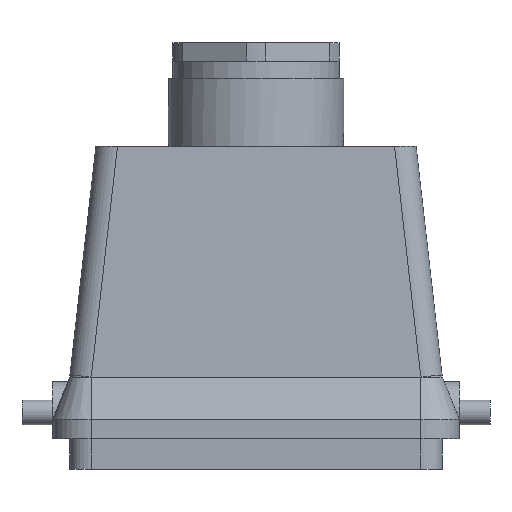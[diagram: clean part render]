
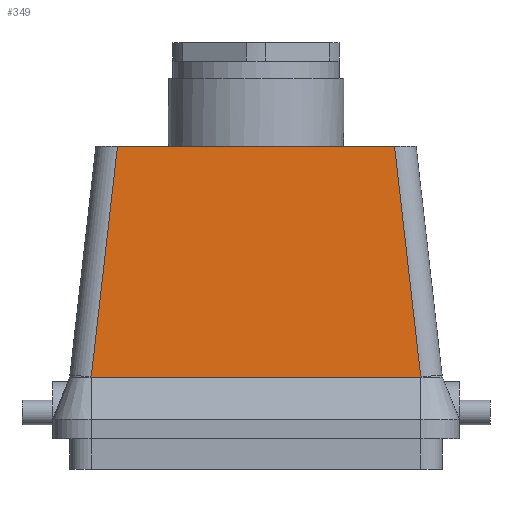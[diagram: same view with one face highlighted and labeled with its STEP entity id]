
A CAD part, front view. The second image highlights one B-rep face of the part: STEP entity #349.
In plain terms, the highlighted planar face has unit normal (0, -0.999, 0.052).
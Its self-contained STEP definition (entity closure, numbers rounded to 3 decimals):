
#349 = ADVANCED_FACE( '', ( #876 ), #877, .T. );
#876 = FACE_OUTER_BOUND( '', #1695, .T. );
#877 = PLANE( '', #1696 );
#1695 = EDGE_LOOP( '', ( #3076, #3077, #3078, #3079 ) );
#1696 = AXIS2_PLACEMENT_3D( '', #3080, #3081, #3082 );
#3076 = ORIENTED_EDGE( '', *, *, #4886, .T. );
#3077 = ORIENTED_EDGE( '', *, *, #4887, .T. );
#3078 = ORIENTED_EDGE( '', *, *, #4706, .F. );
#3079 = ORIENTED_EDGE( '', *, *, #4776, .F. );
#3080 = CARTESIAN_POINT( '', ( -131.932, -39.5, 20. ) );
#3081 = DIRECTION( '', ( 0., -0.999, 0.052 ) );
#3082 = DIRECTION( '', ( 0., 0.052, 0.999 ) );
#4706 = EDGE_CURVE( '', #5593, #5595, #5596, .T. );
#4776 = EDGE_CURVE( '', #5712, #5593, #5714, .T. );
#4886 = EDGE_CURVE( '', #5712, #5890, #5894, .T. );
#4887 = EDGE_CURVE( '', #5890, #5595, #5895, .T. );
#5593 = VERTEX_POINT( '', #6997 );
#5595 = VERTEX_POINT( '', #6999 );
#5596 = LINE( '', #7000, #7001 );
#5712 = VERTEX_POINT( '', #7161 );
#5714 = LINE( '', #7163, #7164 );
#5890 = VERTEX_POINT( '', #7582 );
#5894 = LINE( '', #7587, #7588 );
#5895 = LINE( '', #7589, #7590 );
#6997 = CARTESIAN_POINT( '', ( -44.997, -35.569, 95. ) );
#6999 = CARTESIAN_POINT( '', ( 44.997, -35.569, 95. ) );
#7000 = CARTESIAN_POINT( '', ( -131.932, -35.569, 95. ) );
#7001 = VECTOR( '', #8691, 1000. );
#7161 = CARTESIAN_POINT( '', ( -53.497, -39.5, 20. ) );
#7163 = CARTESIAN_POINT( '', ( -45.085, -35.61, 94.218 ) );
#7164 = VECTOR( '', #8773, 1000. );
#7582 = CARTESIAN_POINT( '', ( 53.497, -39.5, 20. ) );
#7587 = CARTESIAN_POINT( '', ( -131.932, -39.5, 20. ) );
#7588 = VECTOR( '', #8881, 1000. );
#7589 = CARTESIAN_POINT( '', ( 45.085, -35.61, 94.218 ) );
#7590 = VECTOR( '', #8882, 1000. );
#8691 = DIRECTION( '', ( 1., 0., 0. ) );
#8773 = DIRECTION( '', ( 0.112, 0.052, 0.992 ) );
#8881 = DIRECTION( '', ( 1., 0., 0. ) );
#8882 = DIRECTION( '', ( -0.112, 0.052, 0.992 ) );
